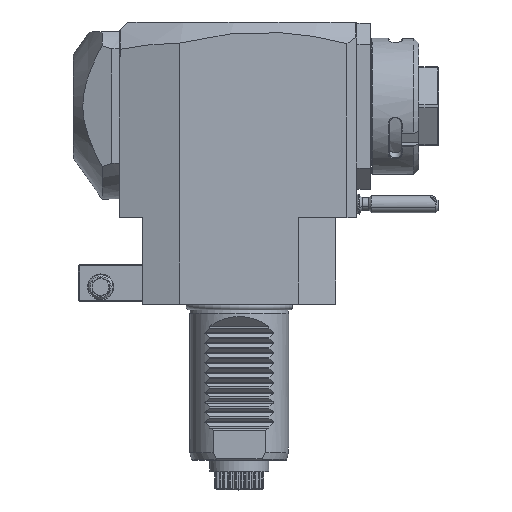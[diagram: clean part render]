
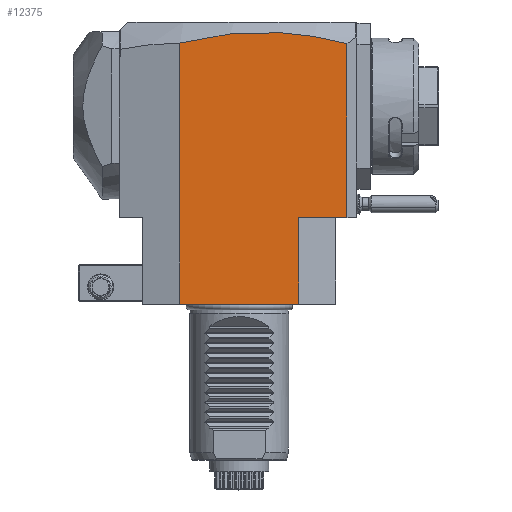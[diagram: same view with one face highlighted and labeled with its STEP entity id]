
A CAD part, top view. The second image highlights one B-rep face of the part: STEP entity #12375.
In plain terms, the highlighted planar face has unit normal (0, 0, 1).
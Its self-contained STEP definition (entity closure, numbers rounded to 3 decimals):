
#17=DIRECTION('',(-1.,0.,0.));
#18=VECTOR('',#17,48.);
#19=CARTESIAN_POINT('',(24.,0.,37.5));
#20=LINE('',#19,#18);
#81=DIRECTION('',(0.,-1.,0.));
#82=VECTOR('',#81,70.258);
#83=CARTESIAN_POINT('',(43.5,105.258,37.5));
#84=LINE('',#83,#82);
#85=DIRECTION('',(-1.,0.,0.));
#86=VECTOR('',#85,19.5);
#87=CARTESIAN_POINT('',(43.5,35.,37.5));
#88=LINE('',#87,#86);
#89=CARTESIAN_POINT('',(-24.,105.435,37.5));
#90=CARTESIAN_POINT('',(-18.371,106.939,37.5));
#91=CARTESIAN_POINT('',(-7.115,109.162,37.5));
#92=CARTESIAN_POINT('',(9.762,110.233,37.5));
#93=CARTESIAN_POINT('',(26.635,109.072,37.5));
#94=CARTESIAN_POINT('',(37.879,106.791,37.5));
#95=CARTESIAN_POINT('',(43.5,105.258,37.5));
#2275=DIRECTION('',(0.,-1.,0.));
#2276=VECTOR('',#2275,105.435);
#2277=CARTESIAN_POINT('',(-24.,105.435,37.5));
#2278=LINE('',#2277,#2276);
#4961=DIRECTION('',(0.,1.,0.));
#4962=VECTOR('',#4961,35.);
#4963=CARTESIAN_POINT('',(24.,0.,37.5));
#4964=LINE('',#4963,#4962);
#11521=VERTEX_POINT('',#89);
#11522=VERTEX_POINT('',#95);
#11864=CARTESIAN_POINT('',(43.5,35.,37.5));
#11865=VERTEX_POINT('',#11864);
#11910=CARTESIAN_POINT('',(24.,0.,37.5));
#11911=VERTEX_POINT('',#11910);
#11912=CARTESIAN_POINT('',(-24.,0.,37.5));
#11913=VERTEX_POINT('',#11912);
#12270=CARTESIAN_POINT('',(24.,35.,37.5));
#12271=VERTEX_POINT('',#12270);
#12358=CARTESIAN_POINT('',(-39.202,35.,37.5));
#12359=DIRECTION('',(0.,0.,1.));
#12360=DIRECTION('',(1.,0.,0.));
#12361=AXIS2_PLACEMENT_3D('',#12358,#12359,#12360);
#12362=PLANE('',#12361);
#12364=ORIENTED_EDGE('',*,*,#12363,.T.);
#12365=ORIENTED_EDGE('',*,*,#12340,.T.);
#12367=ORIENTED_EDGE('',*,*,#12366,.F.);
#12368=ORIENTED_EDGE('',*,*,#12287,.T.);
#12370=ORIENTED_EDGE('',*,*,#12369,.F.);
#12372=ORIENTED_EDGE('',*,*,#12371,.T.);
#12373=EDGE_LOOP('',(#12364,#12365,#12367,#12368,#12370,#12372));
#12374=FACE_OUTER_BOUND('',#12373,.F.);
#96=B_SPLINE_CURVE_WITH_KNOTS('',3,(#89,#90,#91,#92,#93,#94,#95),.UNSPECIFIED.,
.F.,.F.,(4,1,1,1,4),(0.,0.25,0.5,0.75,1.),.UNSPECIFIED.);
#12287=EDGE_CURVE('',#11911,#11913,#20,.T.);
#12340=EDGE_CURVE('',#11865,#12271,#88,.T.);
#12363=EDGE_CURVE('',#11522,#11865,#84,.T.);
#12366=EDGE_CURVE('',#11911,#12271,#4964,.T.);
#12369=EDGE_CURVE('',#11521,#11913,#2278,.T.);
#12371=EDGE_CURVE('',#11521,#11522,#96,.T.);
#12375=ADVANCED_FACE('',(#12374),#12362,.T.);
